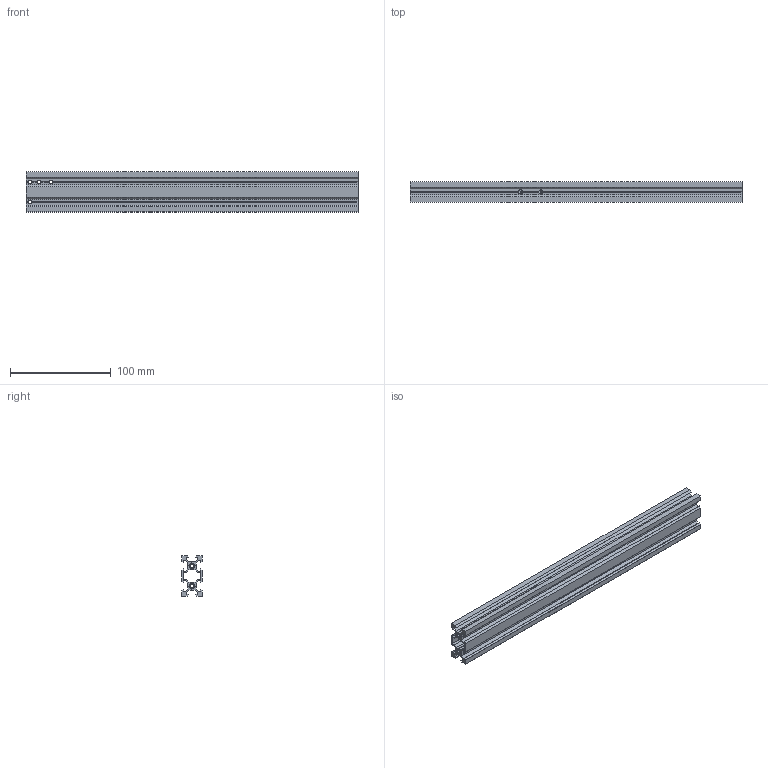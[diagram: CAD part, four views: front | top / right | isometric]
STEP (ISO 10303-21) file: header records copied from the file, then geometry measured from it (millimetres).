
FILE_DESCRIPTION (( 'STEP AP214' ), '1' );
FILE_NAME ('2040 profile.step', '2018-06-21T12:57:31', ( 'User' ), ( 'china' ), 'SwSTEP 2.0', 'SolidWorks 2016', '' );
FILE_SCHEMA (( 'AUTOMOTIVE_DESIGN' ));
Length unit declared in the file: millimetre
Products named in the file (1): 2040 profile
Bounding box: 330 x 20 x 40 mm (x, y, z)
Volume: 96728.5 mm3; surface area: 97588.8 mm2
Topology: 1 solids, 1 shells, 178 faces, 552 edges, 360 vertices
Faces by surface type: plane 126, cylinder 44, cone 8
Entity records: 6916 total; most frequent: CARTESIAN_POINT 1923, ORIENTED_EDGE 1104, DIRECTION 926, EDGE_CURVE 552, LINE 392, VECTOR 392, VERTEX_POINT 360, AXIS2_PLACEMENT_3D 267
